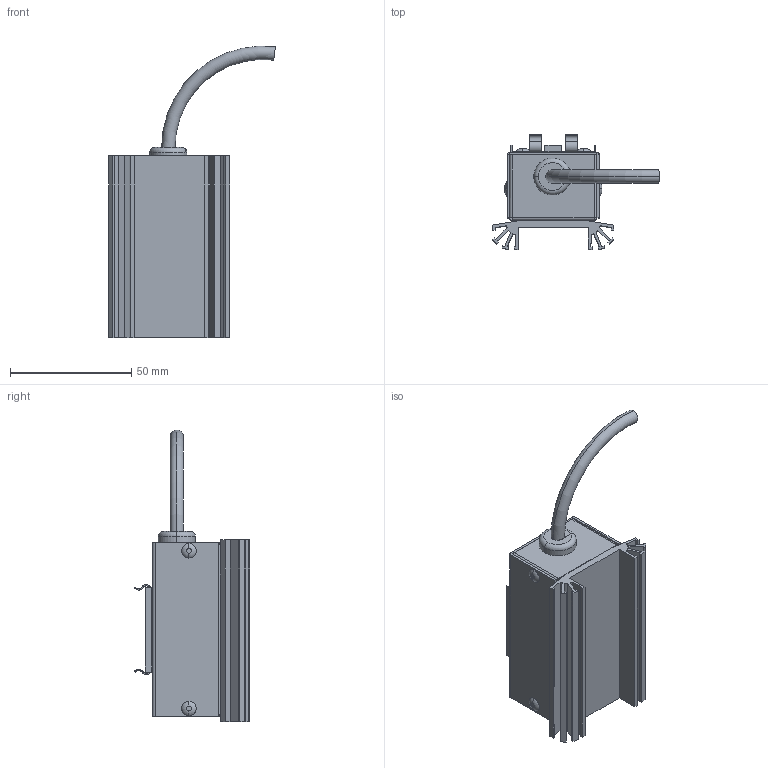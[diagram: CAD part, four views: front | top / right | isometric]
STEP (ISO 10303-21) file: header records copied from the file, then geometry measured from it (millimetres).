
FILE_DESCRIPTION (( 'STEP AP214' ), '1' );
FILE_NAME ('Super-mini_AL + Schnapp.STEP', '2017-01-17T08:45:46', ( '' ), ( '' ), 'SwSTEP 2.0', 'SolidWorks 2015', '' );
FILE_SCHEMA (( 'AUTOMOTIVE_DESIGN' ));
Length unit declared in the file: millimetre
Products named in the file (8): INT40.0041_A0_VTsupermini; Niete3,2x6; KDP5N-4_Kabeleinführung Plastik mit Zugentlastung klein_1157; Sbkl_Schnappbefestigung klein; Super-mini_AL + Schnapp; INT40.0040_RWsupermini; Kab3x0,75PVCgr_Kabel 3x0,75 PVC LiYY-t silbergrau RAL7001 (LM-Therm); INT40.0085_A0_KKsupermini
Assembly tree (12 placements, depth 2):
  Super-mini_AL + Schnapp
    INT40.0085_A0_KKsupermini
    INT40.0041_A0_VTsupermini
    INT40.0040_RWsupermini
    Sbkl_Schnappbefestigung klein
    KDP5N-4_Kabeleinführung Plastik mit Zugentlastung klein_1157
    Niete3,2x6  x6
    Kab3x0,75PVCgr_Kabel 3x0,75 PVC LiYY-t silbergrau RAL7001 (LM-Therm)
Bounding box: 68.75 x 47.5 x 120.2 mm (x, y, z)
Volume: 32356.8 mm3; surface area: 48500.9 mm2
Topology: 13 solids, 13 shells, 421 faces, 1029 edges, 633 vertices
Faces by surface type: plane 201, cylinder 154, torus 53, bspline 8, cone 5
Entity records: 11490 total; most frequent: CARTESIAN_POINT 2359, DIRECTION 1855, ORIENTED_EDGE 1774, EDGE_CURVE 887, AXIS2_PLACEMENT_3D 638, VECTOR 579, LINE 579, VERTEX_POINT 558
